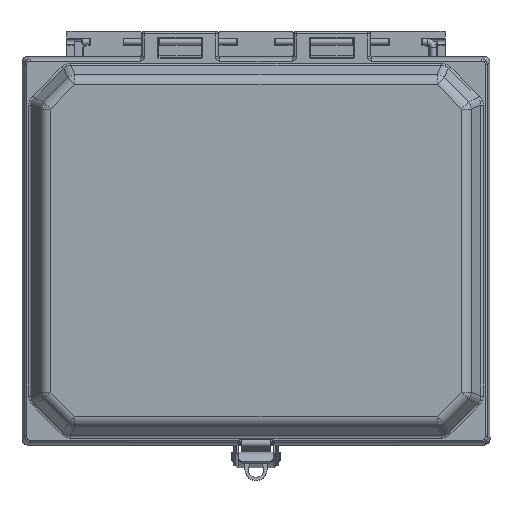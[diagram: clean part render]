
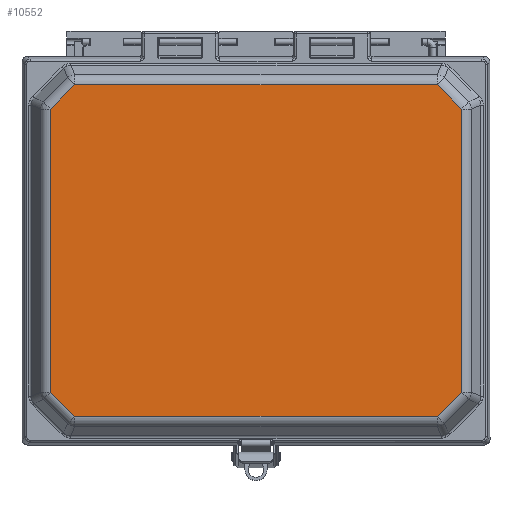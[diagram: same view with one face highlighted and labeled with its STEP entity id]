
A CAD part, top view. The second image highlights one B-rep face of the part: STEP entity #10552.
In plain terms, the highlighted planar face has unit normal (0, 0, 1).
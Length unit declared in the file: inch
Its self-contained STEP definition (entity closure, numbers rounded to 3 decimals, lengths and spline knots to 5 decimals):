
#2269 = LINE ( 'NONE', #261972, #138554 ) ;
#6947 = LINE ( 'NONE', #223301, #237877 ) ;
#10552 = ADVANCED_FACE ( 'NONE', ( #209766 ), #282183, .T. ) ;
#13221 = EDGE_CURVE ( 'NONE', #203748, #150894, #30629, .T. ) ;
#15388 = CARTESIAN_POINT ( 'NONE',  ( 3.17594, -4.60694, 1. ) ) ;
#15426 = CARTESIAN_POINT ( 'NONE',  ( 0., 8.42028, 1. ) ) ;
#21377 = VECTOR ( 'NONE', #74771, 39.37008 ) ;
#24426 = DIRECTION ( 'NONE',  ( 0., 1., 0. ) ) ;
#25820 = CARTESIAN_POINT ( 'NONE',  ( 3.71694, 8.42028, 1. ) ) ;
#29885 = CARTESIAN_POINT ( 'NONE',  ( 0., -4.60694, 1. ) ) ;
#30629 = LINE ( 'NONE', #161975, #69124 ) ;
#39452 = CARTESIAN_POINT ( 'NONE',  ( -3.71694, -4.06594, 1. ) ) ;
#52598 = CARTESIAN_POINT ( 'NONE',  ( 3.71694, 4.06594, 1. ) ) ;
#61621 = DIRECTION ( 'NONE',  ( 0., 0., 1. ) ) ;
#66839 = DIRECTION ( 'NONE',  ( 0.707, -0.707, 0. ) ) ;
#69124 = VECTOR ( 'NONE', #95647, 39.37008 ) ;
#74691 = CARTESIAN_POINT ( 'NONE',  ( -3.71694, -4.06594, 1. ) ) ;
#74771 = DIRECTION ( 'NONE',  ( 1., 0., 0. ) ) ;
#78615 = VECTOR ( 'NONE', #233135, 39.37008 ) ;
#80113 = ORIENTED_EDGE ( 'NONE', *, *, #169805, .T. ) ;
#86726 = AXIS2_PLACEMENT_3D ( 'NONE', #15426, #61621, #256241 ) ;
#94897 = LINE ( 'NONE', #29885, #21377 ) ;
#95056 = DIRECTION ( 'NONE',  ( 0., -1., 0. ) ) ;
#95326 = VERTEX_POINT ( 'NONE', #118656 ) ;
#95647 = DIRECTION ( 'NONE',  ( -1., 0., 0. ) ) ;
#101960 = ORIENTED_EDGE ( 'NONE', *, *, #284975, .T. ) ;
#110658 = CARTESIAN_POINT ( 'NONE',  ( 3.71694, 4.06594, 1. ) ) ;
#118389 = VERTEX_POINT ( 'NONE', #74691 ) ;
#118656 = CARTESIAN_POINT ( 'NONE',  ( 3.17594, -4.60694, 1. ) ) ;
#120843 = LINE ( 'NONE', #15388, #78615 ) ;
#126259 = CARTESIAN_POINT ( 'NONE',  ( -3.17594, -4.60694, 1. ) ) ;
#130305 = CARTESIAN_POINT ( 'NONE',  ( -3.17594, 4.60694, 1. ) ) ;
#133166 = EDGE_CURVE ( 'NONE', #266620, #203748, #225857, .T. ) ;
#135571 = LINE ( 'NONE', #25820, #172113 ) ;
#138554 = VECTOR ( 'NONE', #264793, 39.37008 ) ;
#139809 = VERTEX_POINT ( 'NONE', #126259 ) ;
#150894 = VERTEX_POINT ( 'NONE', #130305 ) ;
#153741 = EDGE_CURVE ( 'NONE', #118389, #139809, #261458, .T. ) ;
#161975 = CARTESIAN_POINT ( 'NONE',  ( 0., 4.60694, 1. ) ) ;
#168535 = EDGE_LOOP ( 'NONE', ( #265828, #101960, #212051, #276196, #236588, #214154, #80113, #248011 ) ) ;
#169805 = EDGE_CURVE ( 'NONE', #223859, #118389, #6947, .T. ) ;
#172113 = VECTOR ( 'NONE', #24426, 39.37008 ) ;
#201073 = CARTESIAN_POINT ( 'NONE',  ( -3.71694, 4.06594, 1. ) ) ;
#201629 = EDGE_CURVE ( 'NONE', #150894, #223859, #2269, .T. ) ;
#203748 = VERTEX_POINT ( 'NONE', #212369 ) ;
#204299 = VERTEX_POINT ( 'NONE', #252809 ) ;
#209766 = FACE_OUTER_BOUND ( 'NONE', #168535, .T. ) ;
#212051 = ORIENTED_EDGE ( 'NONE', *, *, #273145, .T. ) ;
#212369 = CARTESIAN_POINT ( 'NONE',  ( 3.17594, 4.60694, 1. ) ) ;
#214154 = ORIENTED_EDGE ( 'NONE', *, *, #201629, .T. ) ;
#223301 = CARTESIAN_POINT ( 'NONE',  ( -3.71694, 8.42028, 1. ) ) ;
#223859 = VERTEX_POINT ( 'NONE', #201073 ) ;
#225857 = LINE ( 'NONE', #110658, #260228 ) ;
#233135 = DIRECTION ( 'NONE',  ( 0.707, 0.707, 0. ) ) ;
#236588 = ORIENTED_EDGE ( 'NONE', *, *, #13221, .T. ) ;
#237877 = VECTOR ( 'NONE', #95056, 39.37008 ) ;
#248011 = ORIENTED_EDGE ( 'NONE', *, *, #153741, .T. ) ;
#252809 = CARTESIAN_POINT ( 'NONE',  ( 3.71694, -4.06594, 1. ) ) ;
#256241 = DIRECTION ( 'NONE',  ( 1., 0., 0. ) ) ;
#259272 = VECTOR ( 'NONE', #66839, 39.37008 ) ;
#260228 = VECTOR ( 'NONE', #270535, 39.37008 ) ;
#261458 = LINE ( 'NONE', #39452, #259272 ) ;
#261972 = CARTESIAN_POINT ( 'NONE',  ( -3.17594, 4.60694, 1. ) ) ;
#264793 = DIRECTION ( 'NONE',  ( -0.707, -0.707, 0. ) ) ;
#265589 = EDGE_CURVE ( 'NONE', #139809, #95326, #94897, .T. ) ;
#265828 = ORIENTED_EDGE ( 'NONE', *, *, #265589, .T. ) ;
#266620 = VERTEX_POINT ( 'NONE', #52598 ) ;
#270535 = DIRECTION ( 'NONE',  ( -0.707, 0.707, 0. ) ) ;
#273145 = EDGE_CURVE ( 'NONE', #204299, #266620, #135571, .T. ) ;
#276196 = ORIENTED_EDGE ( 'NONE', *, *, #133166, .T. ) ;
#282183 = PLANE ( 'NONE',  #86726 ) ;
#284975 = EDGE_CURVE ( 'NONE', #95326, #204299, #120843, .T. ) ;
